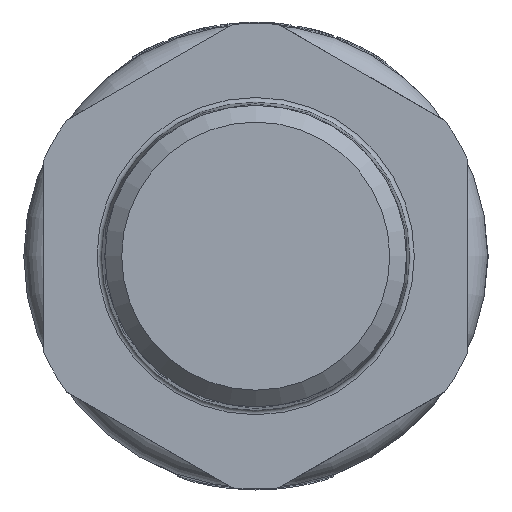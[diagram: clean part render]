
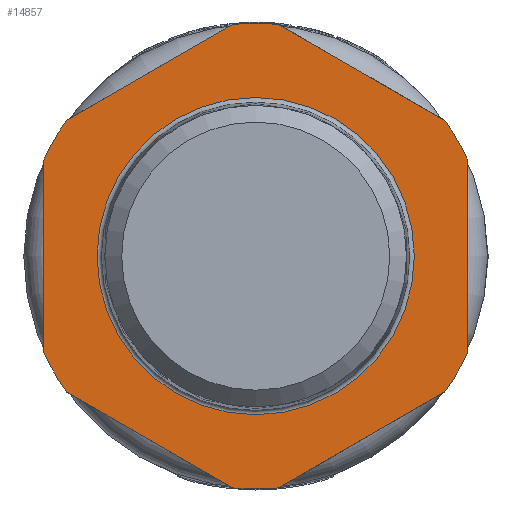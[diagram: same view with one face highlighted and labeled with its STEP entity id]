
A CAD part, left-side view. The second image highlights one B-rep face of the part: STEP entity #14857.
In plain terms, the highlighted planar face has unit normal (-1, 0, 0).
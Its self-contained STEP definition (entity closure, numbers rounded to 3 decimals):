
#440=FACE_BOUND('',#4105,.T.);
#1854=LINE('',#31460,#2437);
#1855=LINE('',#31464,#2438);
#1856=LINE('',#31468,#2439);
#1857=LINE('',#31472,#2440);
#1858=LINE('',#31476,#2441);
#1859=LINE('',#31480,#2442);
#2437=VECTOR('',#19613,10.);
#2438=VECTOR('',#19616,10.);
#2439=VECTOR('',#19619,10.);
#2440=VECTOR('',#19622,10.);
#2441=VECTOR('',#19625,10.);
#2442=VECTOR('',#19628,10.);
#3309=FACE_OUTER_BOUND('',#4104,.T.);
#4104=EDGE_LOOP('',(#12877,#12878,#12879,#12880,#12881,#12882,#12883,#12884,
#12885,#12886,#12887,#12888));
#4105=EDGE_LOOP('',(#12889,#12890));
#4838=CIRCLE('',#16260,17.2);
#4839=CIRCLE('',#16261,17.2);
#4843=CIRCLE('',#16267,25.25);
#4844=CIRCLE('',#16268,25.25);
#4845=CIRCLE('',#16269,25.25);
#4846=CIRCLE('',#16270,25.25);
#4847=CIRCLE('',#16271,25.25);
#4848=CIRCLE('',#16272,25.25);
#6326=VERTEX_POINT('',#31445);
#6327=VERTEX_POINT('',#31447);
#6330=VERTEX_POINT('',#31458);
#6331=VERTEX_POINT('',#31459);
#6332=VERTEX_POINT('',#31461);
#6333=VERTEX_POINT('',#31463);
#6334=VERTEX_POINT('',#31465);
#6335=VERTEX_POINT('',#31467);
#6336=VERTEX_POINT('',#31469);
#6337=VERTEX_POINT('',#31471);
#6338=VERTEX_POINT('',#31473);
#6339=VERTEX_POINT('',#31475);
#6340=VERTEX_POINT('',#31477);
#6341=VERTEX_POINT('',#31479);
#8520=EDGE_CURVE('',#6326,#6327,#4838,.T.);
#8521=EDGE_CURVE('',#6327,#6326,#4839,.T.);
#8526=EDGE_CURVE('',#6330,#6331,#1854,.T.);
#8527=EDGE_CURVE('',#6332,#6331,#4843,.T.);
#8528=EDGE_CURVE('',#6332,#6333,#1855,.T.);
#8529=EDGE_CURVE('',#6334,#6333,#4844,.T.);
#8530=EDGE_CURVE('',#6334,#6335,#1856,.T.);
#8531=EDGE_CURVE('',#6336,#6335,#4845,.T.);
#8532=EDGE_CURVE('',#6336,#6337,#1857,.T.);
#8533=EDGE_CURVE('',#6338,#6337,#4846,.T.);
#8534=EDGE_CURVE('',#6338,#6339,#1858,.T.);
#8535=EDGE_CURVE('',#6340,#6339,#4847,.T.);
#8536=EDGE_CURVE('',#6340,#6341,#1859,.T.);
#8537=EDGE_CURVE('',#6330,#6341,#4848,.T.);
#12877=ORIENTED_EDGE('',*,*,#8526,.T.);
#12878=ORIENTED_EDGE('',*,*,#8527,.F.);
#12879=ORIENTED_EDGE('',*,*,#8528,.T.);
#12880=ORIENTED_EDGE('',*,*,#8529,.F.);
#12881=ORIENTED_EDGE('',*,*,#8530,.T.);
#12882=ORIENTED_EDGE('',*,*,#8531,.F.);
#12883=ORIENTED_EDGE('',*,*,#8532,.T.);
#12884=ORIENTED_EDGE('',*,*,#8533,.F.);
#12885=ORIENTED_EDGE('',*,*,#8534,.T.);
#12886=ORIENTED_EDGE('',*,*,#8535,.F.);
#12887=ORIENTED_EDGE('',*,*,#8536,.T.);
#12888=ORIENTED_EDGE('',*,*,#8537,.F.);
#12889=ORIENTED_EDGE('',*,*,#8521,.F.);
#12890=ORIENTED_EDGE('',*,*,#8520,.F.);
#13340=PLANE('',#16266);
#14857=ADVANCED_FACE('',(#3309,#440),#13340,.T.);
#16260=AXIS2_PLACEMENT_3D('',#31448,#19598,#19599);
#16261=AXIS2_PLACEMENT_3D('',#31449,#19600,#19601);
#16266=AXIS2_PLACEMENT_3D('',#31457,#19611,#19612);
#16267=AXIS2_PLACEMENT_3D('',#31462,#19614,#19615);
#16268=AXIS2_PLACEMENT_3D('',#31466,#19617,#19618);
#16269=AXIS2_PLACEMENT_3D('',#31470,#19620,#19621);
#16270=AXIS2_PLACEMENT_3D('',#31474,#19623,#19624);
#16271=AXIS2_PLACEMENT_3D('',#31478,#19626,#19627);
#16272=AXIS2_PLACEMENT_3D('',#31481,#19629,#19630);
#19598=DIRECTION('center_axis',(-1.,0.,0.));
#19599=DIRECTION('ref_axis',(0.,0.,
1.));
#19600=DIRECTION('center_axis',(-1.,0.,0.));
#19601=DIRECTION('ref_axis',(0.,0.,
1.));
#19611=DIRECTION('center_axis',(-1.,0.,0.));
#19612=DIRECTION('ref_axis',(0.,0.,
1.));
#19613=DIRECTION('',(0.,-0.866,0.5));
#19614=DIRECTION('center_axis',(1.,0.,0.));
#19615=DIRECTION('ref_axis',(0.,0.,
-1.));
#19616=DIRECTION('',(0.,0.,1.));
#19617=DIRECTION('center_axis',(1.,0.,0.));
#19618=DIRECTION('ref_axis',(0.,0.,
-1.));
#19619=DIRECTION('',(0.,0.866,0.5));
#19620=DIRECTION('center_axis',(1.,0.,0.));
#19621=DIRECTION('ref_axis',(0.,0.,
-1.));
#19622=DIRECTION('',(0.,0.866,-0.5));
#19623=DIRECTION('center_axis',(1.,0.,0.));
#19624=DIRECTION('ref_axis',(0.,0.,
-1.));
#19625=DIRECTION('',(0.,0.,-1.));
#19626=DIRECTION('center_axis',(1.,0.,0.));
#19627=DIRECTION('ref_axis',(0.,0.,
-1.));
#19628=DIRECTION('',(0.,-0.866,-0.5));
#19629=DIRECTION('center_axis',(1.,0.,0.));
#19630=DIRECTION('ref_axis',(0.,0.,
-1.));
#31445=CARTESIAN_POINT('',(-9.424,0.,17.2));
#31447=CARTESIAN_POINT('',(-9.424,0.,-17.2));
#31448=CARTESIAN_POINT('Origin',(-9.424,0.,
0.));
#31449=CARTESIAN_POINT('Origin',(-9.424,0.,
0.));
#31457=CARTESIAN_POINT('Origin',(-9.424,25.25,0.));
#31458=CARTESIAN_POINT('',(-9.424,-2.477,-25.128));
#31459=CARTESIAN_POINT('',(-9.424,-20.523,-14.709));
#31460=CARTESIAN_POINT('',(-9.424,2.48,-27.99));
#31461=CARTESIAN_POINT('',(-9.424,-23.,-10.419));
#31462=CARTESIAN_POINT('Origin',(-9.424,0.,
0.));
#31463=CARTESIAN_POINT('',(-9.424,-23.,10.419));
#31464=CARTESIAN_POINT('',(-9.424,-23.,-5.21));
#31465=CARTESIAN_POINT('',(-9.424,-20.523,14.709));
#31466=CARTESIAN_POINT('Origin',(-9.424,0.,
0.));
#31467=CARTESIAN_POINT('',(-9.424,-2.477,25.128));
#31468=CARTESIAN_POINT('',(-9.424,-6.543,22.781));
#31469=CARTESIAN_POINT('',(-9.424,2.477,25.128));
#31470=CARTESIAN_POINT('Origin',(-9.424,0.,
0.));
#31471=CARTESIAN_POINT('',(-9.424,20.523,14.709));
#31472=CARTESIAN_POINT('',(-9.424,16.457,17.057));
#31473=CARTESIAN_POINT('',(-9.424,23.,10.419));
#31474=CARTESIAN_POINT('Origin',(-9.424,0.,
0.));
#31475=CARTESIAN_POINT('',(-9.424,23.,-10.419));
#31476=CARTESIAN_POINT('',(-9.424,23.,5.21));
#31477=CARTESIAN_POINT('',(-9.424,20.523,-14.709));
#31478=CARTESIAN_POINT('Origin',(-9.424,0.,
0.));
#31479=CARTESIAN_POINT('',(-9.424,2.477,-25.128));
#31480=CARTESIAN_POINT('',(-9.424,25.48,-11.847));
#31481=CARTESIAN_POINT('Origin',(-9.424,0.,
0.));
